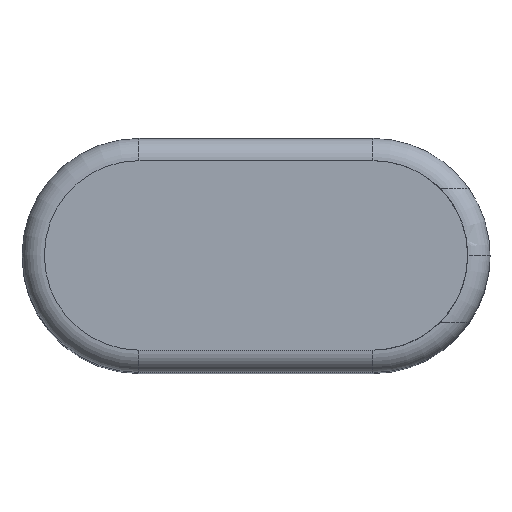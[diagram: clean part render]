
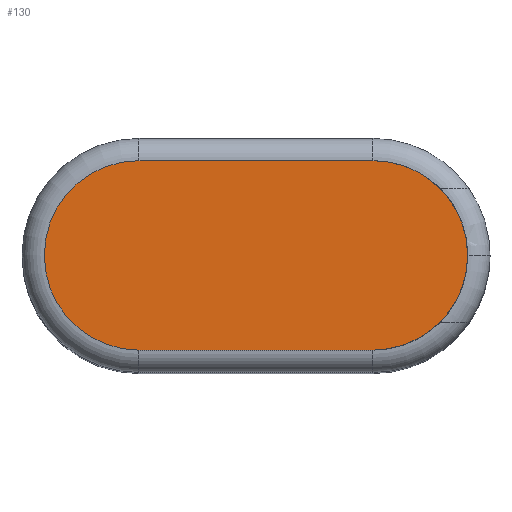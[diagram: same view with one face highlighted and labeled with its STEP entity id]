
A CAD part, top view. The second image highlights one B-rep face of the part: STEP entity #130.
In plain terms, the highlighted planar face has unit normal (0, 0, 1).
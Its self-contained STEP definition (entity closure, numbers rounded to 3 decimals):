
#60 = DIRECTION ( 'NONE',  ( 0., 0., 1. ) ) ;
#84 = DIRECTION ( 'NONE',  ( 0., 0., 1. ) ) ;
#130 = ADVANCED_FACE ( 'NONE', ( #2012 ), #633, .T. ) ;
#144 = DIRECTION ( 'NONE',  ( 1., 0., 0. ) ) ;
#193 = DIRECTION ( 'NONE',  ( -1., 0., 0. ) ) ;
#215 = EDGE_CURVE ( 'NONE', #2135, #1732, #483, .T. ) ;
#261 = DIRECTION ( 'NONE',  ( 1., 0., 0. ) ) ;
#274 = AXIS2_PLACEMENT_3D ( 'NONE', #1089, #60, #1247 ) ;
#407 = CARTESIAN_POINT ( 'NONE',  ( -5.25, -4.25, 31.9 ) ) ;
#442 = DIRECTION ( 'NONE',  ( 1., 0., 0. ) ) ;
#478 = DIRECTION ( 'NONE',  ( 0., 0., 1. ) ) ;
#483 = LINE ( 'NONE', #1704, #1063 ) ;
#484 = AXIS2_PLACEMENT_3D ( 'NONE', #1321, #478, #144 ) ;
#574 = EDGE_CURVE ( 'NONE', #1384, #1998, #1241, .T. ) ;
#633 = PLANE ( 'NONE',  #1872 ) ;
#684 = CIRCLE ( 'NONE', #1221, 4.25 ) ;
#707 = CARTESIAN_POINT ( 'NONE',  ( -5.25, 4.25, 31.9 ) ) ;
#715 = ORIENTED_EDGE ( 'NONE', *, *, #1370, .T. ) ;
#746 = VECTOR ( 'NONE', #442, 1000. ) ;
#747 = DIRECTION ( 'NONE',  ( 1., 0., 0. ) ) ;
#819 = ORIENTED_EDGE ( 'NONE', *, *, #1882, .T. ) ;
#849 = EDGE_CURVE ( 'NONE', #1732, #1384, #1802, .T. ) ;
#858 = ORIENTED_EDGE ( 'NONE', *, *, #574, .T. ) ;
#880 = ORIENTED_EDGE ( 'NONE', *, *, #849, .T. ) ;
#1063 = VECTOR ( 'NONE', #193, 1000. ) ;
#1083 = CARTESIAN_POINT ( 'NONE',  ( 5.25, 0., 31.9 ) ) ;
#1089 = CARTESIAN_POINT ( 'NONE',  ( 5.25, 0., 31.9 ) ) ;
#1097 = VERTEX_POINT ( 'NONE', #1101 ) ;
#1101 = CARTESIAN_POINT ( 'NONE',  ( 9.5, 0., 31.9 ) ) ;
#1221 = AXIS2_PLACEMENT_3D ( 'NONE', #1083, #2077, #747 ) ;
#1241 = LINE ( 'NONE', #1293, #746 ) ;
#1247 = DIRECTION ( 'NONE',  ( 1., 0., 0. ) ) ;
#1293 = CARTESIAN_POINT ( 'NONE',  ( 5.25, -4.25, 31.9 ) ) ;
#1296 = EDGE_LOOP ( 'NONE', ( #819, #715, #1679, #880, #858 ) ) ;
#1321 = CARTESIAN_POINT ( 'NONE',  ( -5.25, 0., 31.9 ) ) ;
#1370 = EDGE_CURVE ( 'NONE', #1097, #2135, #1950, .T. ) ;
#1384 = VERTEX_POINT ( 'NONE', #407 ) ;
#1432 = CARTESIAN_POINT ( 'NONE',  ( 5.25, 0., 31.9 ) ) ;
#1679 = ORIENTED_EDGE ( 'NONE', *, *, #215, .T. ) ;
#1704 = CARTESIAN_POINT ( 'NONE',  ( 5.25, 4.25, 31.9 ) ) ;
#1732 = VERTEX_POINT ( 'NONE', #707 ) ;
#1802 = CIRCLE ( 'NONE', #484, 4.25 ) ;
#1872 = AXIS2_PLACEMENT_3D ( 'NONE', #1432, #84, #261 ) ;
#1882 = EDGE_CURVE ( 'NONE', #1998, #1097, #684, .T. ) ;
#1917 = CARTESIAN_POINT ( 'NONE',  ( 5.25, -4.25, 31.9 ) ) ;
#1950 = CIRCLE ( 'NONE', #274, 4.25 ) ;
#1983 = CARTESIAN_POINT ( 'NONE',  ( 5.25, 4.25, 31.9 ) ) ;
#1998 = VERTEX_POINT ( 'NONE', #1917 ) ;
#2012 = FACE_OUTER_BOUND ( 'NONE', #1296, .T. ) ;
#2077 = DIRECTION ( 'NONE',  ( 0., 0., 1. ) ) ;
#2135 = VERTEX_POINT ( 'NONE', #1983 ) ;
